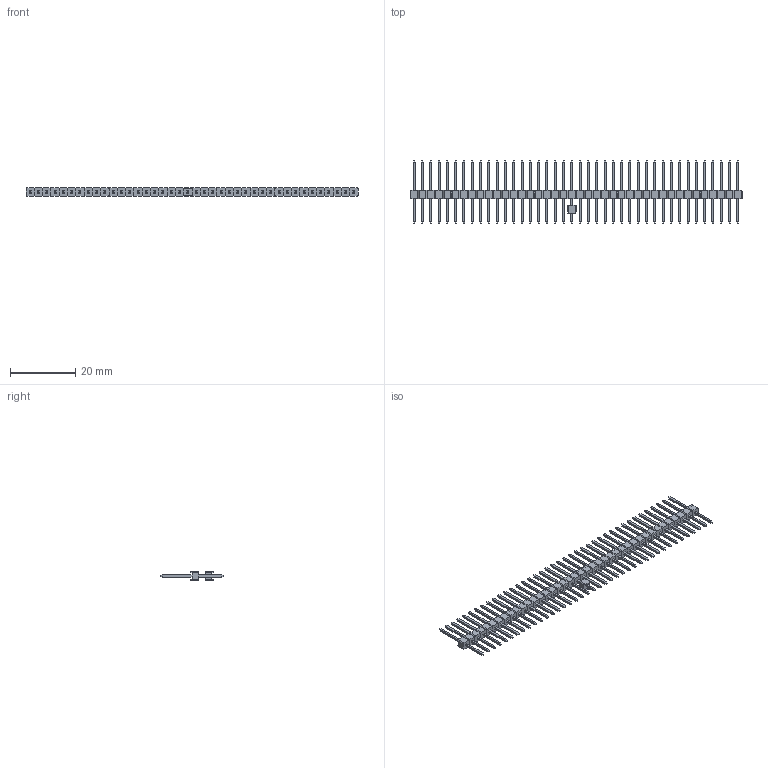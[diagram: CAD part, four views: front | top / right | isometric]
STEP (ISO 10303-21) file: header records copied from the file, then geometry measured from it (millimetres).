
FILE_DESCRIPTION (( 'STEP AP214' ), '1' );
FILE_NAME ('PLH-40_mod.STEP', '2023-07-04T08:40:34', ( '' ), ( '' ), 'SwSTEP 2.0', 'SolidWorks 2022', '' );
FILE_SCHEMA (( 'AUTOMOTIVE_DESIGN' ));
Length unit declared in the file: millimetre
Products named in the file (3): base; Деталь1^PLH; PLH-40_mod
Assembly tree (81 placements, depth 2):
  PLH-40_mod
    base  x41
    Деталь1^PLH  x40
Bounding box: 101.6 x 19 x 2.5 mm (x, y, z)
Volume: 835.6 mm3; surface area: 3428.1 mm2
Topology: 81 solids, 81 shells, 1298 faces, 2924 edges, 1788 vertices
Faces by surface type: plane 1298
Entity records: 1602 total; most frequent: DIRECTION 304, CARTESIAN_POINT 232, ORIENTED_EDGE 144, AXIS2_PLACEMENT_3D 116, PRODUCT_DEFINITION_SHAPE 84, CONTEXT_DEPENDENT_SHAPE_REPRESENTATION 81, ITEM_DEFINED_TRANSFORMATION 81, NEXT_ASSEMBLY_USAGE_OCCURRENCE 81
